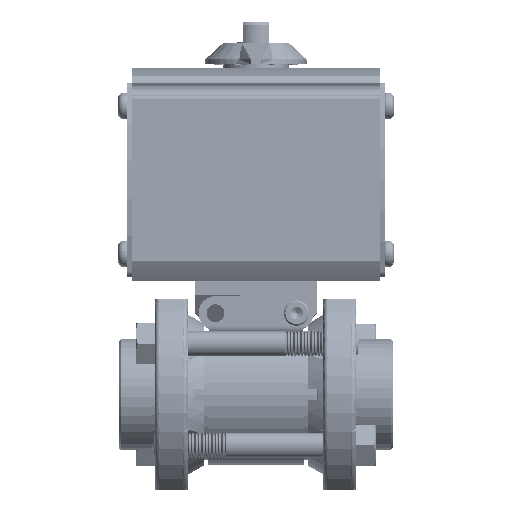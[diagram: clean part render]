
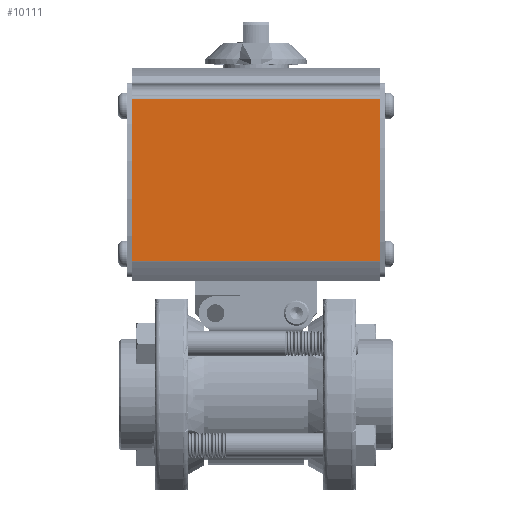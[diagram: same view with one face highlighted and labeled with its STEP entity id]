
A CAD part, top view. The second image highlights one B-rep face of the part: STEP entity #10111.
In plain terms, the highlighted planar face has unit normal (0, 0, 1).
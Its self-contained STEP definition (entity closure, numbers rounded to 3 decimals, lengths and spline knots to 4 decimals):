
#4096 = EDGE_CURVE ( 'NONE', #92714, #52554, #11348, .T. ) ;
#6823 = DIRECTION ( 'NONE',  ( 0., -1., 0. ) ) ;
#10111 = ADVANCED_FACE ( 'NONE', ( #104514 ), #51220, .F. ) ;
#11348 = LINE ( 'NONE', #34419, #103219 ) ;
#18468 = CARTESIAN_POINT ( 'NONE',  ( -5.0403, 1.6529, 1.17 ) ) ;
#23687 = CARTESIAN_POINT ( 'NONE',  ( -5.0403, 3.6544, 1.17 ) ) ;
#24647 = VERTEX_POINT ( 'NONE', #102984 ) ;
#25364 = CARTESIAN_POINT ( 'NONE',  ( -1.5275, 3.6471, 1.17 ) ) ;
#30614 = EDGE_CURVE ( 'NONE', #24647, #52554, #90043, .T. ) ;
#34419 = CARTESIAN_POINT ( 'NONE',  ( -1.5275, 3.6544, 1.17 ) ) ;
#35608 = ORIENTED_EDGE ( 'NONE', *, *, #41131, .F. ) ;
#39055 = LINE ( 'NONE', #78009, #107429 ) ;
#41131 = EDGE_CURVE ( 'NONE', #24647, #97766, #39055, .T. ) ;
#45472 = VECTOR ( 'NONE', #92261, 39.3701 ) ;
#49180 = CARTESIAN_POINT ( 'NONE',  ( -1.5275, 1.6529, 1.17 ) ) ;
#51220 = PLANE ( 'NONE',  #92553 ) ;
#52554 = VERTEX_POINT ( 'NONE', #25364 ) ;
#54129 = DIRECTION ( 'NONE',  ( 1., 0., 0. ) ) ;
#55676 = EDGE_LOOP ( 'NONE', ( #35608, #86116, #63899, #98599 ) ) ;
#60236 = DIRECTION ( 'NONE',  ( 0., -1., 0. ) ) ;
#63899 = ORIENTED_EDGE ( 'NONE', *, *, #4096, .F. ) ;
#69823 = EDGE_CURVE ( 'NONE', #92714, #97766, #78469, .T. ) ;
#72936 = VECTOR ( 'NONE', #54129, 39.3701 ) ;
#78009 = CARTESIAN_POINT ( 'NONE',  ( 1.5275, 3.6544, 1.17 ) ) ;
#78469 = LINE ( 'NONE', #18468, #72936 ) ;
#83294 = CARTESIAN_POINT ( 'NONE',  ( -5.0403, 3.6471, 1.17 ) ) ;
#86116 = ORIENTED_EDGE ( 'NONE', *, *, #30614, .T. ) ;
#90043 = LINE ( 'NONE', #83294, #45472 ) ;
#92261 = DIRECTION ( 'NONE',  ( -1., 0., 0. ) ) ;
#92553 = AXIS2_PLACEMENT_3D ( 'NONE', #23687, #113602, #60236 ) ;
#92714 = VERTEX_POINT ( 'NONE', #49180 ) ;
#97766 = VERTEX_POINT ( 'NONE', #103414 ) ;
#98599 = ORIENTED_EDGE ( 'NONE', *, *, #69823, .T. ) ;
#102984 = CARTESIAN_POINT ( 'NONE',  ( 1.5275, 3.6471, 1.17 ) ) ;
#103219 = VECTOR ( 'NONE', #115051, 39.3701 ) ;
#103414 = CARTESIAN_POINT ( 'NONE',  ( 1.5275, 1.6529, 1.17 ) ) ;
#104514 = FACE_OUTER_BOUND ( 'NONE', #55676, .T. ) ;
#107429 = VECTOR ( 'NONE', #6823, 39.3701 ) ;
#113602 = DIRECTION ( 'NONE',  ( 0., 0., -1. ) ) ;
#115051 = DIRECTION ( 'NONE',  ( 0., 1., 0. ) ) ;
